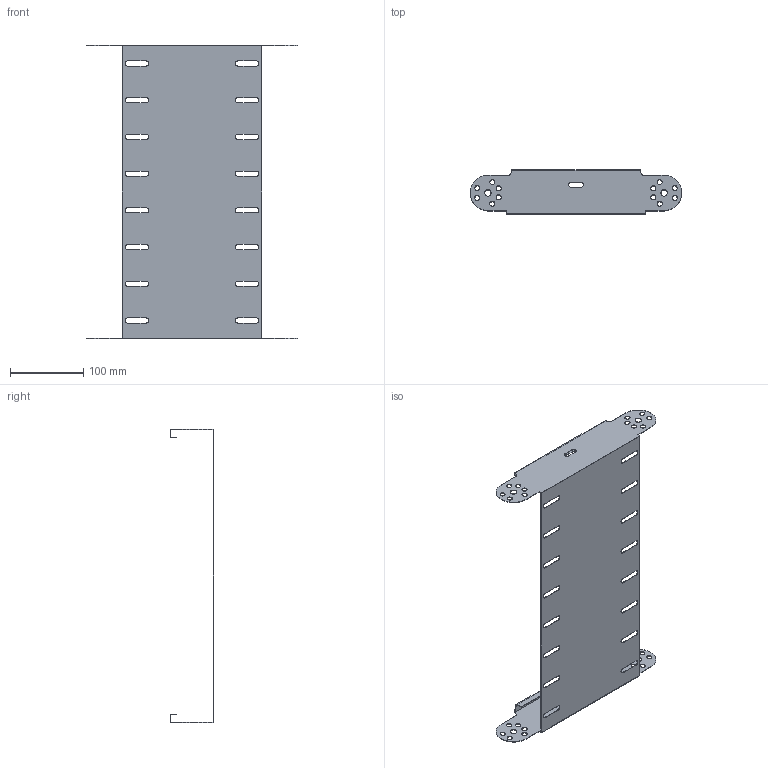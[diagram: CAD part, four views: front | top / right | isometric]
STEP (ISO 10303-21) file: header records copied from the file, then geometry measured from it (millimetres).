
FILE_DESCRIPTION (( 'STEP AP214' ), '1' );
FILE_NAME ('7005437.stp', '2018-10-03T06:14:34', ( '' ), ( '' ), 'SwSTEP 2.0', 'SolidWorks 2018', '' );
FILE_SCHEMA (( 'AUTOMOTIVE_DESIGN' ));
Length unit declared in the file: millimetre
Products named in the file (1): 7005437
Bounding box: 288 x 59.4 x 400 mm (x, y, z)
Volume: 75839.8 mm3; surface area: 219250.4 mm2
Topology: 1 solids, 1 shells, 190 faces, 564 edges, 376 vertices
Faces by surface type: cylinder 100, plane 82, bspline 8
Entity records: 6934 total; most frequent: CARTESIAN_POINT 1539, ORIENTED_EDGE 1128, DIRECTION 1082, EDGE_CURVE 564, AXIS2_PLACEMENT_3D 383, VERTEX_POINT 376, VECTOR 316, LINE 316
